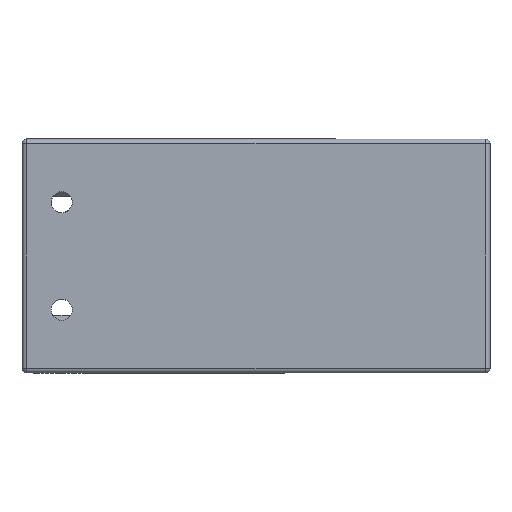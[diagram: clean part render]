
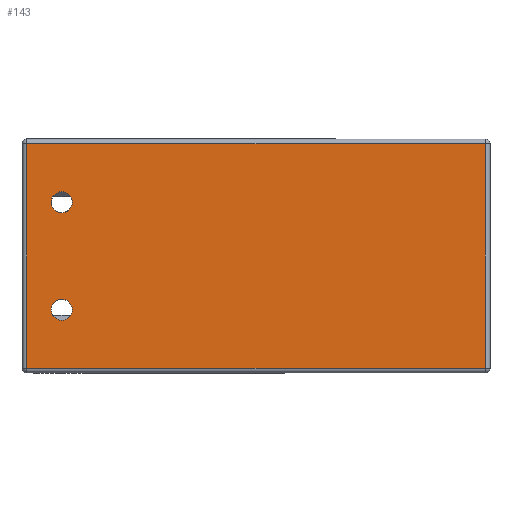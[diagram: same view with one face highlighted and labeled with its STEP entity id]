
A CAD part, front view. The second image highlights one B-rep face of the part: STEP entity #143.
In plain terms, the highlighted planar face has unit normal (0, -1, 0).
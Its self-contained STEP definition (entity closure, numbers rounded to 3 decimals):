
#26 = VERTEX_POINT ( 'NONE', #2403 ) ;
#89 = CIRCLE ( 'NONE', #419, 0.225 ) ;
#94 = CARTESIAN_POINT ( 'NONE',  ( 0.1, 1., 0.1 ) ) ;
#143 = ADVANCED_FACE ( 'NONE', ( #664, #230, #831 ), #845, .F. ) ;
#187 = DIRECTION ( 'NONE',  ( 0., 0., 1. ) ) ;
#230 = FACE_BOUND ( 'NONE', #1368, .T. ) ;
#241 = VERTEX_POINT ( 'NONE', #1264 ) ;
#286 = LINE ( 'NONE', #94, #2059 ) ;
#311 = DIRECTION ( 'NONE',  ( 1., 0., 0. ) ) ;
#312 = VECTOR ( 'NONE', #2433, 1000. ) ;
#327 = CARTESIAN_POINT ( 'NONE',  ( 10., 1., 0.1 ) ) ;
#367 = DIRECTION ( 'NONE',  ( 0., -1., 0. ) ) ;
#388 = ORIENTED_EDGE ( 'NONE', *, *, #2698, .T. ) ;
#419 = AXIS2_PLACEMENT_3D ( 'NONE', #827, #367, #1255 ) ;
#445 = VERTEX_POINT ( 'NONE', #2840 ) ;
#465 = EDGE_CURVE ( 'NONE', #1391, #445, #1691, .T. ) ;
#664 = FACE_BOUND ( 'NONE', #1018, .T. ) ;
#745 = DIRECTION ( 'NONE',  ( 0., -1., 0. ) ) ;
#764 = AXIS2_PLACEMENT_3D ( 'NONE', #2266, #745, #2272 ) ;
#827 = CARTESIAN_POINT ( 'NONE',  ( 0.85, 1., 1.35 ) ) ;
#831 = FACE_OUTER_BOUND ( 'NONE', #1838, .T. ) ;
#845 = PLANE ( 'NONE',  #942 ) ;
#861 = CARTESIAN_POINT ( 'NONE',  ( 0.85, 1., 1.575 ) ) ;
#867 = ORIENTED_EDGE ( 'NONE', *, *, #1590, .F. ) ;
#875 = ORIENTED_EDGE ( 'NONE', *, *, #1355, .T. ) ;
#879 = DIRECTION ( 'NONE',  ( 0., 1., 0. ) ) ;
#882 = LINE ( 'NONE', #1348, #312 ) ;
#907 = CARTESIAN_POINT ( 'NONE',  ( 9.9, 1., 0.1 ) ) ;
#920 = DIRECTION ( 'NONE',  ( 0., 0., -1. ) ) ;
#942 = AXIS2_PLACEMENT_3D ( 'NONE', #1967, #879, #187 ) ;
#963 = ORIENTED_EDGE ( 'NONE', *, *, #1573, .T. ) ;
#1018 = EDGE_LOOP ( 'NONE', ( #2358, #867 ) ) ;
#1027 = EDGE_CURVE ( 'NONE', #445, #1391, #2426, .T. ) ;
#1040 = DIRECTION ( 'NONE',  ( 0., -1., 0. ) ) ;
#1041 = DIRECTION ( 'NONE',  ( 0., 0., 1. ) ) ;
#1255 = DIRECTION ( 'NONE',  ( 0., 0., -1. ) ) ;
#1263 = ORIENTED_EDGE ( 'NONE', *, *, #465, .F. ) ;
#1264 = CARTESIAN_POINT ( 'NONE',  ( 0.85, 1., 1.125 ) ) ;
#1266 = CARTESIAN_POINT ( 'NONE',  ( 0.85, 1., 3.65 ) ) ;
#1348 = CARTESIAN_POINT ( 'NONE',  ( 0., 1., 4.9 ) ) ;
#1355 = EDGE_CURVE ( 'NONE', #1575, #1544, #2054, .T. ) ;
#1368 = EDGE_LOOP ( 'NONE', ( #2331, #1263 ) ) ;
#1391 = VERTEX_POINT ( 'NONE', #2775 ) ;
#1544 = VERTEX_POINT ( 'NONE', #907 ) ;
#1572 = DIRECTION ( 'NONE',  ( 0., -1., 0. ) ) ;
#1573 = EDGE_CURVE ( 'NONE', #26, #2003, #882, .T. ) ;
#1575 = VERTEX_POINT ( 'NONE', #2660 ) ;
#1590 = EDGE_CURVE ( 'NONE', #2459, #241, #2388, .T. ) ;
#1691 = CIRCLE ( 'NONE', #2699, 0.225 ) ;
#1694 = EDGE_CURVE ( 'NONE', #2003, #1575, #286, .T. ) ;
#1838 = EDGE_LOOP ( 'NONE', ( #875, #388, #963, #1916 ) ) ;
#1916 = ORIENTED_EDGE ( 'NONE', *, *, #1694, .T. ) ;
#1967 = CARTESIAN_POINT ( 'NONE',  ( 0., 1., 0. ) ) ;
#2003 = VERTEX_POINT ( 'NONE', #2462 ) ;
#2054 = LINE ( 'NONE', #327, #2058 ) ;
#2058 = VECTOR ( 'NONE', #311, 1000. ) ;
#2059 = VECTOR ( 'NONE', #2701, 1000. ) ;
#2120 = LINE ( 'NONE', #2149, #2762 ) ;
#2149 = CARTESIAN_POINT ( 'NONE',  ( 9.9, 1., 4.9 ) ) ;
#2266 = CARTESIAN_POINT ( 'NONE',  ( 0.85, 1., 3.65 ) ) ;
#2272 = DIRECTION ( 'NONE',  ( 0., 0., -1. ) ) ;
#2307 = DIRECTION ( 'NONE',  ( 0., 0., -1. ) ) ;
#2331 = ORIENTED_EDGE ( 'NONE', *, *, #1027, .F. ) ;
#2358 = ORIENTED_EDGE ( 'NONE', *, *, #2774, .F. ) ;
#2388 = CIRCLE ( 'NONE', #2704, 0.225 ) ;
#2403 = CARTESIAN_POINT ( 'NONE',  ( 9.9, 1., 4.9 ) ) ;
#2418 = CARTESIAN_POINT ( 'NONE',  ( 0.85, 1., 1.35 ) ) ;
#2426 = CIRCLE ( 'NONE', #764, 0.225 ) ;
#2433 = DIRECTION ( 'NONE',  ( -1., 0., 0. ) ) ;
#2459 = VERTEX_POINT ( 'NONE', #861 ) ;
#2462 = CARTESIAN_POINT ( 'NONE',  ( 0.1, 1., 4.9 ) ) ;
#2660 = CARTESIAN_POINT ( 'NONE',  ( 0.1, 1., 0.1 ) ) ;
#2698 = EDGE_CURVE ( 'NONE', #1544, #26, #2120, .T. ) ;
#2699 = AXIS2_PLACEMENT_3D ( 'NONE', #1266, #1040, #2307 ) ;
#2701 = DIRECTION ( 'NONE',  ( 0., 0., -1. ) ) ;
#2704 = AXIS2_PLACEMENT_3D ( 'NONE', #2418, #1572, #920 ) ;
#2762 = VECTOR ( 'NONE', #1041, 1000. ) ;
#2774 = EDGE_CURVE ( 'NONE', #241, #2459, #89, .T. ) ;
#2775 = CARTESIAN_POINT ( 'NONE',  ( 0.85, 1., 3.875 ) ) ;
#2840 = CARTESIAN_POINT ( 'NONE',  ( 0.85, 1., 3.425 ) ) ;
